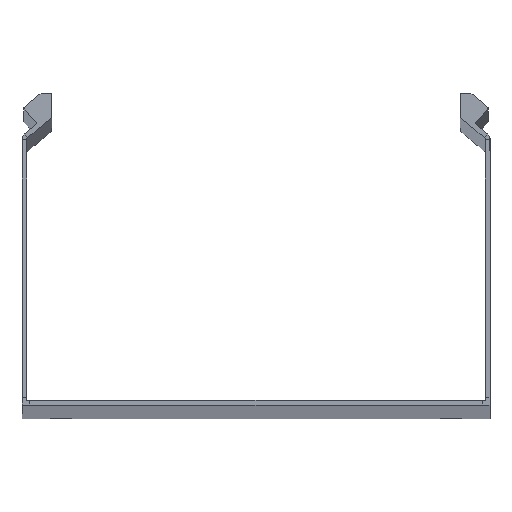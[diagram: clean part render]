
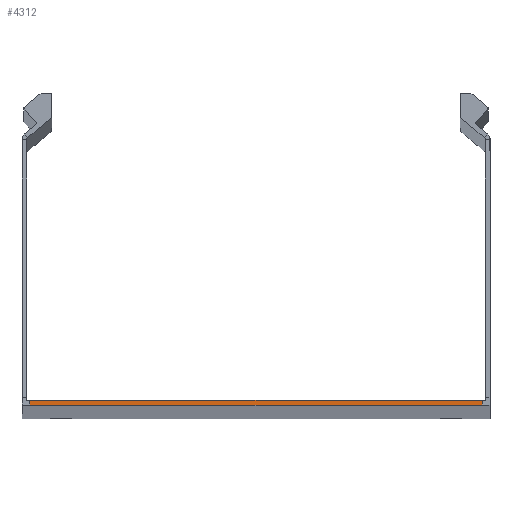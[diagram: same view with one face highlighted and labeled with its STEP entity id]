
A CAD part, top view. The second image highlights one B-rep face of the part: STEP entity #4312.
In plain terms, the highlighted planar face has unit normal (0, 0, 1).
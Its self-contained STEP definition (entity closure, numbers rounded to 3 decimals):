
#88 = DIRECTION ( 'NONE',  ( -1., 0., 0. ) ) ;
#427 = EDGE_LOOP ( 'NONE', ( #5665, #3857, #2041, #4013 ) ) ;
#854 = EDGE_CURVE ( 'NONE', #2789, #5389, #1210, .T. ) ;
#1097 = VERTEX_POINT ( 'NONE', #3978 ) ;
#1210 = LINE ( 'NONE', #3293, #4415 ) ;
#1381 = CARTESIAN_POINT ( 'NONE',  ( -75., 1.5, 1250. ) ) ;
#1812 = CARTESIAN_POINT ( 'NONE',  ( 72.5, 1.5, 1250. ) ) ;
#1932 = CARTESIAN_POINT ( 'NONE',  ( 72.5, 0., 1250. ) ) ;
#2041 = ORIENTED_EDGE ( 'NONE', *, *, #4893, .T. ) ;
#2137 = DIRECTION ( 'NONE',  ( 1., 0., 0. ) ) ;
#2519 = VECTOR ( 'NONE', #5705, 1000. ) ;
#2670 = LINE ( 'NONE', #5683, #2519 ) ;
#2688 = CARTESIAN_POINT ( 'NONE',  ( -72.5, 1.5, 1250. ) ) ;
#2696 = VERTEX_POINT ( 'NONE', #1812 ) ;
#2789 = VERTEX_POINT ( 'NONE', #2688 ) ;
#3293 = CARTESIAN_POINT ( 'NONE',  ( -72.5, 1.5, 1250. ) ) ;
#3318 = LINE ( 'NONE', #1932, #5611 ) ;
#3470 = FACE_OUTER_BOUND ( 'NONE', #427, .T. ) ;
#3547 = EDGE_CURVE ( 'NONE', #1097, #5389, #2670, .T. ) ;
#3740 = DIRECTION ( 'NONE',  ( 0., 1., 0. ) ) ;
#3857 = ORIENTED_EDGE ( 'NONE', *, *, #5006, .T. ) ;
#3978 = CARTESIAN_POINT ( 'NONE',  ( 72.5, 0., 1250. ) ) ;
#4013 = ORIENTED_EDGE ( 'NONE', *, *, #854, .T. ) ;
#4027 = CARTESIAN_POINT ( 'NONE',  ( 73.5, 2.5, 1250. ) ) ;
#4312 = ADVANCED_FACE ( 'NONE', ( #3470 ), #4890, .T. ) ;
#4408 = LINE ( 'NONE', #1381, #5176 ) ;
#4415 = VECTOR ( 'NONE', #4689, 1000. ) ;
#4551 = CARTESIAN_POINT ( 'NONE',  ( -72.5, 0., 1250. ) ) ;
#4689 = DIRECTION ( 'NONE',  ( 0., -1., 0. ) ) ;
#4890 = PLANE ( 'NONE',  #4920 ) ;
#4893 = EDGE_CURVE ( 'NONE', #2696, #2789, #4408, .T. ) ;
#4910 = DIRECTION ( 'NONE',  ( 0., 0., 1. ) ) ;
#4920 = AXIS2_PLACEMENT_3D ( 'NONE', #4027, #4910, #2137 ) ;
#5006 = EDGE_CURVE ( 'NONE', #1097, #2696, #3318, .T. ) ;
#5176 = VECTOR ( 'NONE', #88, 1000. ) ;
#5389 = VERTEX_POINT ( 'NONE', #4551 ) ;
#5611 = VECTOR ( 'NONE', #3740, 1000. ) ;
#5665 = ORIENTED_EDGE ( 'NONE', *, *, #3547, .F. ) ;
#5683 = CARTESIAN_POINT ( 'NONE',  ( -75., 0., 1250. ) ) ;
#5705 = DIRECTION ( 'NONE',  ( -1., 0., 0. ) ) ;
